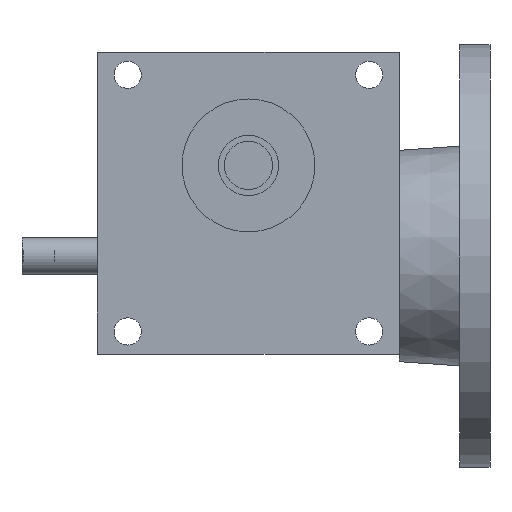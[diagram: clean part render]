
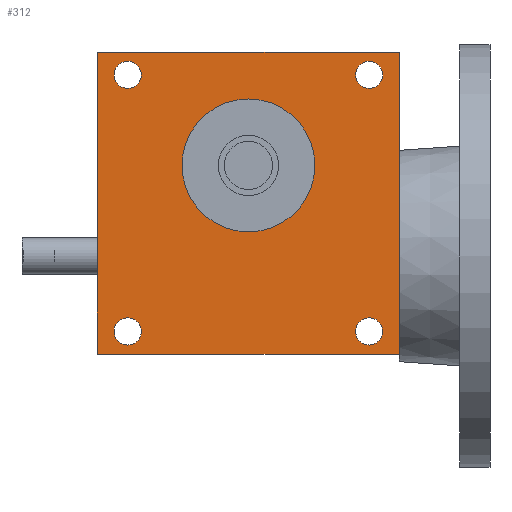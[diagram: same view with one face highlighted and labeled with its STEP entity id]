
A CAD part, front view. The second image highlights one B-rep face of the part: STEP entity #312.
In plain terms, the highlighted planar face has unit normal (0, -1, 0).
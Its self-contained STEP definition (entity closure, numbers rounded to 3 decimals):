
#312 = ADVANCED_FACE( '', ( #741, #742, #743, #744, #745, #746 ), #747, .F. );
#741 = FACE_BOUND( '', #1422, .T. );
#742 = FACE_BOUND( '', #1423, .T. );
#743 = FACE_BOUND( '', #1424, .T. );
#744 = FACE_BOUND( '', #1425, .T. );
#745 = FACE_BOUND( '', #1426, .T. );
#746 = FACE_OUTER_BOUND( '', #1427, .T. );
#747 = PLANE( '', #1428 );
#1422 = EDGE_LOOP( '', ( #2091 ) );
#1423 = EDGE_LOOP( '', ( #2092 ) );
#1424 = EDGE_LOOP( '', ( #2093 ) );
#1425 = EDGE_LOOP( '', ( #2094 ) );
#1426 = EDGE_LOOP( '', ( #2095 ) );
#1427 = EDGE_LOOP( '', ( #2096, #2097, #2098, #2099 ) );
#1428 = AXIS2_PLACEMENT_3D( '', #2100, #2101, #2102 );
#2091 = ORIENTED_EDGE( '', *, *, #3675, .T. );
#2092 = ORIENTED_EDGE( '', *, *, #3676, .T. );
#2093 = ORIENTED_EDGE( '', *, *, #3677, .T. );
#2094 = ORIENTED_EDGE( '', *, *, #3678, .T. );
#2095 = ORIENTED_EDGE( '', *, *, #3679, .T. );
#2096 = ORIENTED_EDGE( '', *, *, #3680, .T. );
#2097 = ORIENTED_EDGE( '', *, *, #3681, .F. );
#2098 = ORIENTED_EDGE( '', *, *, #3682, .F. );
#2099 = ORIENTED_EDGE( '', *, *, #3683, .T. );
#2100 = CARTESIAN_POINT( '', ( -50., -35., 50. ) );
#2101 = DIRECTION( '', ( 0., 1., 0. ) );
#2102 = DIRECTION( '', ( 0., 0., 1. ) );
#3675 = EDGE_CURVE( '', #4280, #4280, #4281, .T. );
#3676 = EDGE_CURVE( '', #4282, #4282, #4283, .T. );
#3677 = EDGE_CURVE( '', #4284, #4284, #4285, .T. );
#3678 = EDGE_CURVE( '', #4286, #4286, #4287, .T. );
#3679 = EDGE_CURVE( '', #4288, #4288, #4289, .T. );
#3680 = EDGE_CURVE( '', #4290, #4291, #4292, .T. );
#3681 = EDGE_CURVE( '', #4293, #4291, #4294, .T. );
#3682 = EDGE_CURVE( '', #4295, #4293, #4296, .T. );
#3683 = EDGE_CURVE( '', #4295, #4290, #4297, .T. );
#4280 = VERTEX_POINT( '', #5177 );
#4281 = CIRCLE( '', #5178, 4.5 );
#4282 = VERTEX_POINT( '', #5179 );
#4283 = CIRCLE( '', #5180, 4.5 );
#4284 = VERTEX_POINT( '', #5181 );
#4285 = CIRCLE( '', #5182, 4.5 );
#4286 = VERTEX_POINT( '', #5183 );
#4287 = CIRCLE( '', #5184, 4.5 );
#4288 = VERTEX_POINT( '', #5185 );
#4289 = CIRCLE( '', #5186, 22. );
#4290 = VERTEX_POINT( '', #5187 );
#4291 = VERTEX_POINT( '', #5188 );
#4292 = LINE( '', #5189, #5190 );
#4293 = VERTEX_POINT( '', #5191 );
#4294 = LINE( '', #5192, #5193 );
#4295 = VERTEX_POINT( '', #5194 );
#4296 = LINE( '', #5195, #5196 );
#4297 = LINE( '', #5197, #5198 );
#5177 = CARTESIAN_POINT( '', ( 44.5, -35., 42.5 ) );
#5178 = AXIS2_PLACEMENT_3D( '', #6391, #6392, #6393 );
#5179 = CARTESIAN_POINT( '', ( -35.5, -35., 42.5 ) );
#5180 = AXIS2_PLACEMENT_3D( '', #6394, #6395, #6396 );
#5181 = CARTESIAN_POINT( '', ( -35.5, -35., -42.5 ) );
#5182 = AXIS2_PLACEMENT_3D( '', #6397, #6398, #6399 );
#5183 = CARTESIAN_POINT( '', ( 44.5, -35., -42.5 ) );
#5184 = AXIS2_PLACEMENT_3D( '', #6400, #6401, #6402 );
#5185 = CARTESIAN_POINT( '', ( 22., -35., 12.5 ) );
#5186 = AXIS2_PLACEMENT_3D( '', #6403, #6404, #6405 );
#5187 = CARTESIAN_POINT( '', ( -50., -35., -50. ) );
#5188 = CARTESIAN_POINT( '', ( 50., -35., -50. ) );
#5189 = CARTESIAN_POINT( '', ( -50., -35., -50. ) );
#5190 = VECTOR( '', #6406, 1000. );
#5191 = CARTESIAN_POINT( '', ( 50., -35., 50. ) );
#5192 = CARTESIAN_POINT( '', ( 50., -35., 50. ) );
#5193 = VECTOR( '', #6407, 1000. );
#5194 = CARTESIAN_POINT( '', ( -50., -35., 50. ) );
#5195 = CARTESIAN_POINT( '', ( -50., -35., 50. ) );
#5196 = VECTOR( '', #6408, 1000. );
#5197 = CARTESIAN_POINT( '', ( -50., -35., 50. ) );
#5198 = VECTOR( '', #6409, 1000. );
#6391 = CARTESIAN_POINT( '', ( 40., -35., 42.5 ) );
#6392 = DIRECTION( '', ( 0., 1., 0. ) );
#6393 = DIRECTION( '', ( 1., 0., 0. ) );
#6394 = CARTESIAN_POINT( '', ( -40., -35., 42.5 ) );
#6395 = DIRECTION( '', ( 0., 1., 0. ) );
#6396 = DIRECTION( '', ( 1., 0., 0. ) );
#6397 = CARTESIAN_POINT( '', ( -40., -35., -42.5 ) );
#6398 = DIRECTION( '', ( 0., 1., 0. ) );
#6399 = DIRECTION( '', ( 1., 0., 0. ) );
#6400 = CARTESIAN_POINT( '', ( 40., -35., -42.5 ) );
#6401 = DIRECTION( '', ( 0., 1., 0. ) );
#6402 = DIRECTION( '', ( 1., 0., 0. ) );
#6403 = CARTESIAN_POINT( '', ( 0., -35., 12.5 ) );
#6404 = DIRECTION( '', ( 0., 1., 0. ) );
#6405 = DIRECTION( '', ( 1., 0., 0. ) );
#6406 = DIRECTION( '', ( 1., 0., 0. ) );
#6407 = DIRECTION( '', ( 0., 0., -1. ) );
#6408 = DIRECTION( '', ( 1., 0., 0. ) );
#6409 = DIRECTION( '', ( 0., 0., -1. ) );
